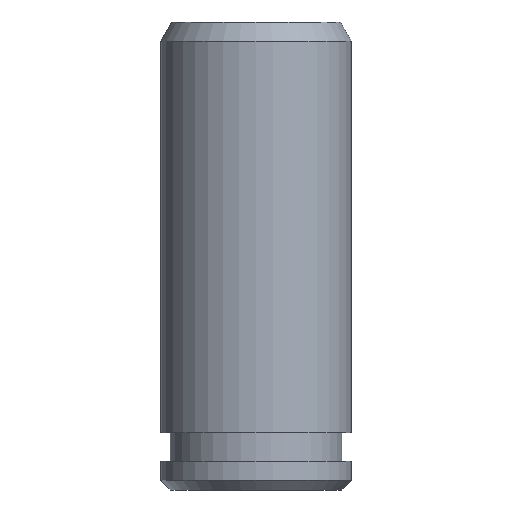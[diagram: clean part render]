
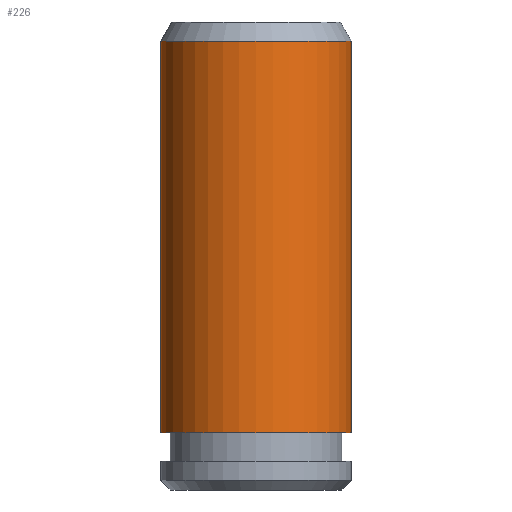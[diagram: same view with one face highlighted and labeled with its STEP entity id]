
A CAD part, left-side view. The second image highlights one B-rep face of the part: STEP entity #226.
In plain terms, the highlighted cylindrical face has radius 5 mm (diameter 10 mm), a partial arc.
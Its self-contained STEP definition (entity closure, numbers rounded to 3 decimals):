
#126=VERTEX_POINT('NONE',#297);
#134=VERTEX_POINT('NONE',#305);
#158=EDGE_CURVE('NONE',#212,#126,#332,.T.);
#192=EDGE_CURVE('NONE',#126,#198,#373,.T.);
#198=VERTEX_POINT('NONE',#379);
#212=VERTEX_POINT('NONE',#396);
#226=ADVANCED_FACE('NONE',(#414),#415,.T.);
#232=EDGE_CURVE('NONE',#212,#134,#421,.T.);
#234=EDGE_CURVE('NONE',#134,#198,#423,.T.);
#297=CARTESIAN_POINT('',(0.0,-5.0,3.0));
#305=CARTESIAN_POINT('',(0.,5.0,23.5));
#332=LINE('',#534,#535);
#373=CIRCLE('',#585,5.0);
#379=CARTESIAN_POINT('',(0.,5.0,3.0));
#396=CARTESIAN_POINT('',(0.0,-5.0,23.5));
#414=FACE_OUTER_BOUND('',#635,.T.);
#415=CYLINDRICAL_SURFACE('',#636,5.0);
#421=CIRCLE('',#645,5.0);
#423=LINE('',#648,#649);
#534=CARTESIAN_POINT('',(0.0,-5.0,-1.136));
#535=VECTOR('',#733,1000.0);
#585=AXIS2_PLACEMENT_3D('',#799,#800,#801);
#635=EDGE_LOOP('',(#860,#861,#862,#863));
#636=AXIS2_PLACEMENT_3D('',#864,#865,#866);
#645=AXIS2_PLACEMENT_3D('',#873,#874,#875);
#648=CARTESIAN_POINT('',(0.,5.0,-1.136));
#649=VECTOR('',#876,1000.0);
#733=DIRECTION('',(0.0,0.0,-1.0));
#799=CARTESIAN_POINT('',(0.0,0.0,3.0));
#800=DIRECTION('',(0.0,0.0,-1.0));
#801=DIRECTION('',(0.0,-1.0,0.0));
#860=ORIENTED_EDGE('',*,*,#232,.T.);
#861=ORIENTED_EDGE('',*,*,#234,.T.);
#862=ORIENTED_EDGE('',*,*,#192,.F.);
#863=ORIENTED_EDGE('',*,*,#158,.F.);
#864=CARTESIAN_POINT('',(0.0,0.0,-1.136));
#865=DIRECTION('',(0.0,-0.0,-1.0));
#866=DIRECTION('',(0.0,-1.0,0.0));
#873=CARTESIAN_POINT('',(0.0,0.0,23.5));
#874=DIRECTION('',(0.0,0.0,-1.0));
#875=DIRECTION('',(0.0,-1.0,0.0));
#876=DIRECTION('',(0.0,0.0,-1.0));
